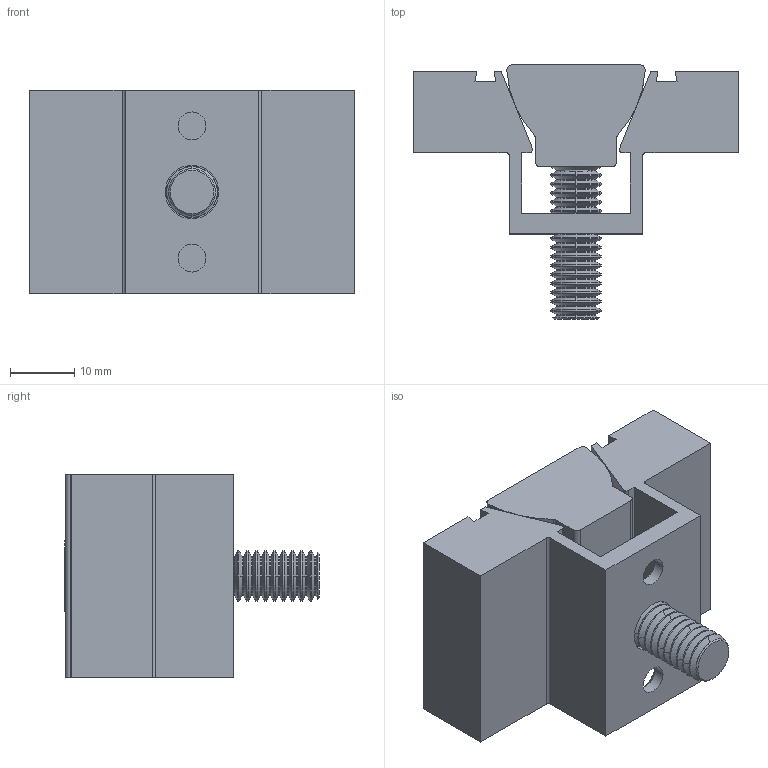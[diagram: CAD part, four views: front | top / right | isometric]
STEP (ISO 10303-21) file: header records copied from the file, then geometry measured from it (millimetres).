
FILE_DESCRIPTION (( 'STEP AP203' ), '1' );
FILE_NAME ('05-0448.STEP', '2023-06-05T18:37:33', ( '' ), ( '' ), 'SwSTEP 2.0', 'SolidWorks 2022', '' );
FILE_SCHEMA (( 'CONFIG_CONTROL_DESIGN' ));
Length unit declared in the file: inch
Products named in the file (4): SW3dPS-80105_312-18 CAP; 05-0448; SW3dPS-80105_60330; SW3dPS-80105_60100
Assembly tree (3 placements, depth 2):
  05-0448
    SW3dPS-80105_60100
    SW3dPS-80105_312-18 CAP
    SW3dPS-80105_60330
Bounding box: 50.8 x 39.7 x 31.75 mm (x, y, z)
Volume: 24771.2 mm3; surface area: 12276.9 mm2
Topology: 3 solids, 3 shells, 240 faces, 574 edges, 344 vertices
Faces by surface type: cylinder 108, cone 86, plane 44, torus 2
Entity records: 7366 total; most frequent: DIRECTION 1344, CARTESIAN_POINT 1164, ORIENTED_EDGE 1148, EDGE_CURVE 574, AXIS2_PLACEMENT_3D 524, VERTEX_POINT 344, LINE 296, VECTOR 296
